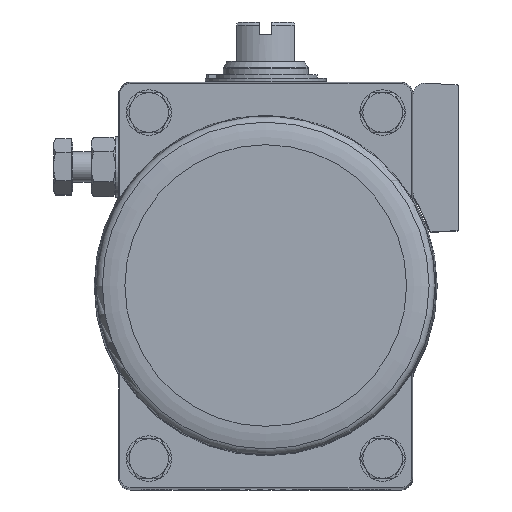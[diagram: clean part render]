
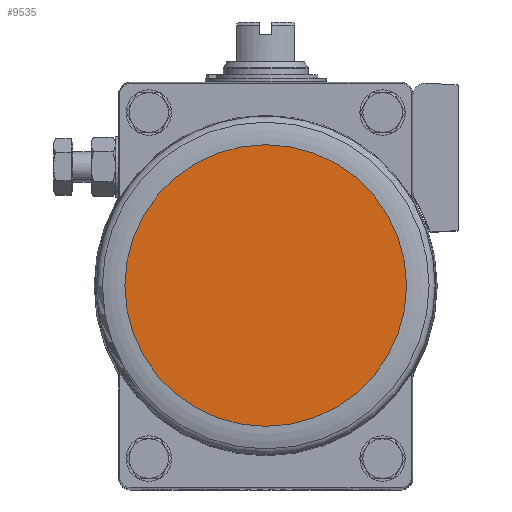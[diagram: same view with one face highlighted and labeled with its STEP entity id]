
A CAD part, top view. The second image highlights one B-rep face of the part: STEP entity #9535.
In plain terms, the highlighted planar face has unit normal (0, 0, 1).
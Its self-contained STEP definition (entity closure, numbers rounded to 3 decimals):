
#3440=ORIENTED_EDGE('',*,*,#5276,.T.);
#5276=EDGE_CURVE('',#6344,#6344,#6942,.T.);
#6344=VERTEX_POINT('',#15895);
#6942=CIRCLE('',#10504,46.4);
#7654=EDGE_LOOP('',(#3440));
#8503=FACE_BOUND('',#7654,.T.);
#9023=PLANE('',#10505);
#9535=ADVANCED_FACE('',(#8503),#9023,.F.);
#10504=AXIS2_PLACEMENT_3D('',#15894,#12691,#12692);
#10505=AXIS2_PLACEMENT_3D('',#15896,#12693,#12694);
#12691=DIRECTION('',(0.,0.,1.));
#12692=DIRECTION('',(1.,0.,0.));
#12693=DIRECTION('',(0.,0.,-1.));
#12694=DIRECTION('',(-1.,0.,0.));
#15894=CARTESIAN_POINT('',(0.,0.,115.45));
#15895=CARTESIAN_POINT('',(46.4,0.,115.45));
#15896=CARTESIAN_POINT('',(46.4,0.,115.45));
